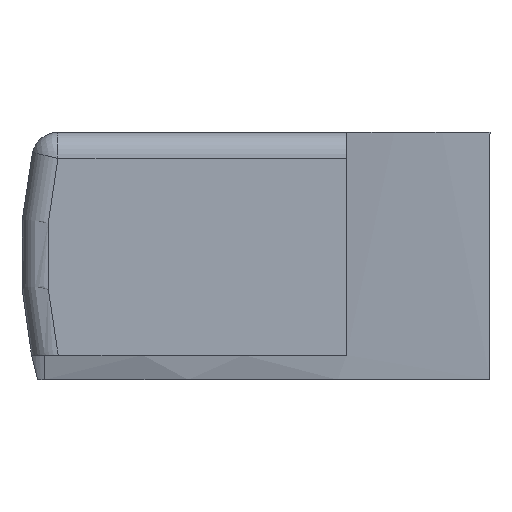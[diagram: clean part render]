
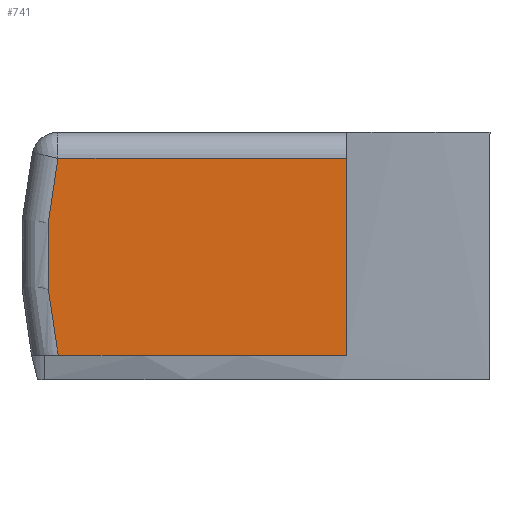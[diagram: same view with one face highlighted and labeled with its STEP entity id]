
A CAD part, left-side view. The second image highlights one B-rep face of the part: STEP entity #741.
In plain terms, the highlighted planar face has unit normal (-1, 0, 0).
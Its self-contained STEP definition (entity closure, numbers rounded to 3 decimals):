
#51=LINE('',#1260,#100);
#54=LINE('',#1282,#103);
#55=LINE('',#1283,#104);
#100=VECTOR('',#1011,10.);
#103=VECTOR('',#1040,1000.);
#104=VECTOR('',#1041,10.);
#171=FACE_OUTER_BOUND('',#217,.T.);
#217=EDGE_LOOP('',(#584,#585,#586,#587));
#287=CIRCLE('',#843,34.);
#349=VERTEX_POINT('',#1257);
#350=VERTEX_POINT('',#1259);
#355=VERTEX_POINT('',#1279);
#356=VERTEX_POINT('',#1281);
#434=EDGE_CURVE('',#349,#350,#51,.T.);
#444=EDGE_CURVE('',#355,#349,#287,.T.);
#445=EDGE_CURVE('',#355,#356,#54,.T.);
#446=EDGE_CURVE('',#356,#350,#55,.T.);
#584=ORIENTED_EDGE('',*,*,#434,.F.);
#585=ORIENTED_EDGE('',*,*,#444,.F.);
#586=ORIENTED_EDGE('',*,*,#445,.T.);
#587=ORIENTED_EDGE('',*,*,#446,.T.);
#711=PLANE('',#842);
#741=ADVANCED_FACE('',(#171),#711,.F.);
#842=AXIS2_PLACEMENT_3D('',#1278,#1036,#1037);
#843=AXIS2_PLACEMENT_3D('',#1280,#1038,#1039);
#1011=DIRECTION('',(0.,-1.,0.));
#1036=DIRECTION('center_axis',(1.,0.,0.));
#1037=DIRECTION('ref_axis',(0.,0.,
-1.));
#1038=DIRECTION('center_axis',(1.,0.,0.));
#1039=DIRECTION('ref_axis',(0.,1.,0.027));
#1040=DIRECTION('',(0.,-1.,0.));
#1041=DIRECTION('',(0.,0.,1.));
#1257=CARTESIAN_POINT('',(15.725,33.162,17.));
#1259=CARTESIAN_POINT('',(15.725,11.,17.));
#1260=CARTESIAN_POINT('',(15.725,28.,17.));
#1278=CARTESIAN_POINT('Origin',(15.725,56.,1.9));
#1279=CARTESIAN_POINT('',(15.725,33.14,1.9));
#1280=CARTESIAN_POINT('Origin',(15.725,0.,
9.5));
#1281=CARTESIAN_POINT('',(15.725,11.,1.9));
#1282=CARTESIAN_POINT('',(15.725,56.,1.9));
#1283=CARTESIAN_POINT('',(15.725,11.,17.1));
